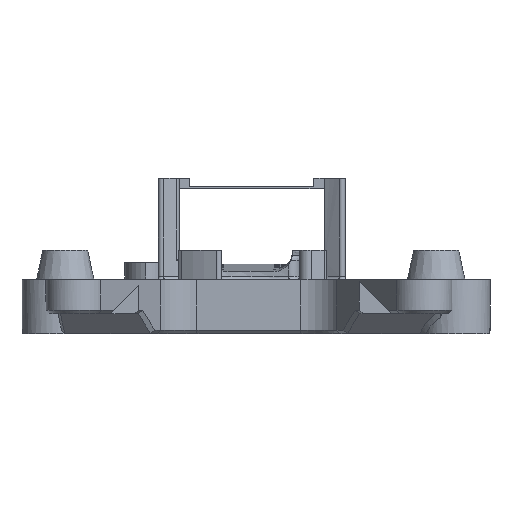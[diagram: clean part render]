
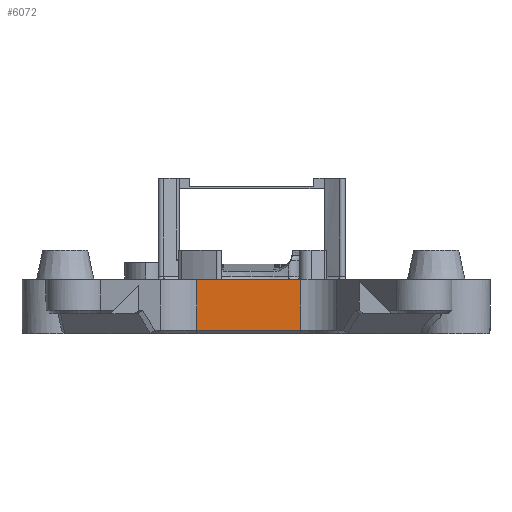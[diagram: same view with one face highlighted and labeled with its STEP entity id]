
A CAD part, front view. The second image highlights one B-rep face of the part: STEP entity #6072.
In plain terms, the highlighted planar face has unit normal (0, -1, 0).
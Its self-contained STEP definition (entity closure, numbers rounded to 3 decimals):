
#279=PLANE('',#6581);
#647=FACE_OUTER_BOUND('',#1001,.T.);
#1001=EDGE_LOOP('',(#5193,#5194,#5195,#5196));
#1613=LINE('',#10406,#2276);
#1614=LINE('',#10411,#2277);
#1615=LINE('',#10413,#2278);
#1616=LINE('',#10414,#2279);
#2276=VECTOR('',#7959,10.);
#2277=VECTOR('',#7966,10.);
#2278=VECTOR('',#7967,10.);
#2279=VECTOR('',#7968,10.);
#3089=VERTEX_POINT('',#10404);
#3090=VERTEX_POINT('',#10405);
#3091=VERTEX_POINT('',#10410);
#3092=VERTEX_POINT('',#10412);
#3856=EDGE_CURVE('',#3089,#3090,#1613,.T.);
#3859=EDGE_CURVE('',#3091,#3090,#1614,.T.);
#3860=EDGE_CURVE('',#3092,#3089,#1615,.T.);
#3861=EDGE_CURVE('',#3091,#3092,#1616,.T.);
#5193=ORIENTED_EDGE('',*,*,#3859,.T.);
#5194=ORIENTED_EDGE('',*,*,#3856,.F.);
#5195=ORIENTED_EDGE('',*,*,#3860,.F.);
#5196=ORIENTED_EDGE('',*,*,#3861,.F.);
#6072=ADVANCED_FACE('',(#647),#279,.T.);
#6581=AXIS2_PLACEMENT_3D('',#10409,#7964,#7965);
#7959=DIRECTION('',(0.,0.,1.));
#7964=DIRECTION('center_axis',(0.,-1.,0.));
#7965=DIRECTION('ref_axis',(1.,0.,0.));
#7966=DIRECTION('',(-1.,0.,0.));
#7967=DIRECTION('',(-1.,0.,0.));
#7968=DIRECTION('',(0.,0.,-1.));
#10404=CARTESIAN_POINT('',(-4.894,-23.466,22.281));
#10405=CARTESIAN_POINT('',(-4.894,-23.466,28.243));
#10406=CARTESIAN_POINT('',(-4.894,-23.466,28.236));
#10409=CARTESIAN_POINT('Origin',(1.251,-23.466,32.229));
#10410=CARTESIAN_POINT('',(7.378,-23.466,28.243));
#10411=CARTESIAN_POINT('',(23.526,-23.466,28.243));
#10412=CARTESIAN_POINT('',(7.378,-23.466,22.281));
#10413=CARTESIAN_POINT('',(23.254,-23.466,22.281));
#10414=CARTESIAN_POINT('',(7.378,-23.466,28.236));
